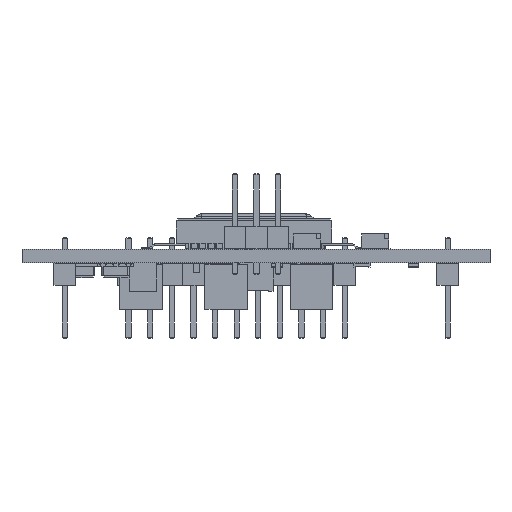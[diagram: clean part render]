
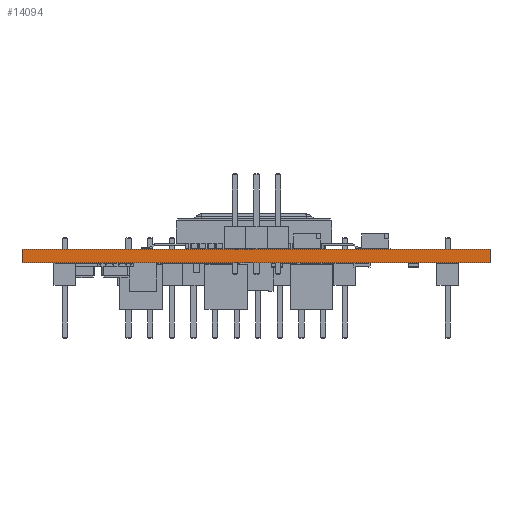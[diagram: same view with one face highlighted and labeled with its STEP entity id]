
A CAD part, front view. The second image highlights one B-rep face of the part: STEP entity #14094.
In plain terms, the highlighted planar face has unit normal (0, -1, 0).
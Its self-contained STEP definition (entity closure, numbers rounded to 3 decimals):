
#14094=ADVANCED_FACE('',(#25471),#25473,.T.);
#25471=FACE_BOUND('',#25472,.T.);
#25472=EDGE_LOOP('',(#33006,#33007,#33008,#33009));
#25473=PLANE('',#25474);
#25474=AXIS2_PLACEMENT_3D('',#25475,#25476,#25477);
#25475=CARTESIAN_POINT('',(120.,-127.5,0.));
#25476=DIRECTION('',(0.,-1.,0.));
#25477=DIRECTION('',(-1.,0.,0.));
#33006=ORIENTED_EDGE('',*,*,#36689,.T.);
#33007=ORIENTED_EDGE('',*,*,#36626,.T.);
#33008=ORIENTED_EDGE('',*,*,#36557,.F.);
#33009=ORIENTED_EDGE('',*,*,#36565,.F.);
#36557=EDGE_CURVE('',#42342,#42343,#42344,.T.);
#36565=EDGE_CURVE('',#42354,#42342,#42356,.T.);
#36626=EDGE_CURVE('',#42477,#42343,#42478,.T.);
#36689=EDGE_CURVE('',#42354,#42477,#42602,.T.);
#42342=VERTEX_POINT('',#58306);
#42343=VERTEX_POINT('',#58307);
#42344=LINE('',#58308,#58309);
#42354=VERTEX_POINT('',#58332);
#42356=LINE('',#58336,#58337);
#42477=VERTEX_POINT('',#58639);
#42478=LINE('',#58640,#58641);
#42602=LINE('',#58950,#58951);
#58306=CARTESIAN_POINT('',(65.,-127.5,0.));
#58307=CARTESIAN_POINT('',(65.,-127.5,1.6));
#58308=CARTESIAN_POINT('',(65.,-127.5,0.));
#58309=VECTOR('',#58310,1.);
#58310=DIRECTION('',(0.,0.,1.));
#58332=CARTESIAN_POINT('',(120.,-127.5,0.));
#58336=CARTESIAN_POINT('',(120.,-127.5,0.));
#58337=VECTOR('',#58338,1.);
#58338=DIRECTION('',(-1.,0.,0.));
#58639=CARTESIAN_POINT('',(120.,-127.5,1.6));
#58640=CARTESIAN_POINT('',(120.,-127.5,1.6));
#58641=VECTOR('',#58642,1.);
#58642=DIRECTION('',(-1.,0.,0.));
#58950=CARTESIAN_POINT('',(120.,-127.5,0.));
#58951=VECTOR('',#58952,1.);
#58952=DIRECTION('',(0.,0.,1.));
